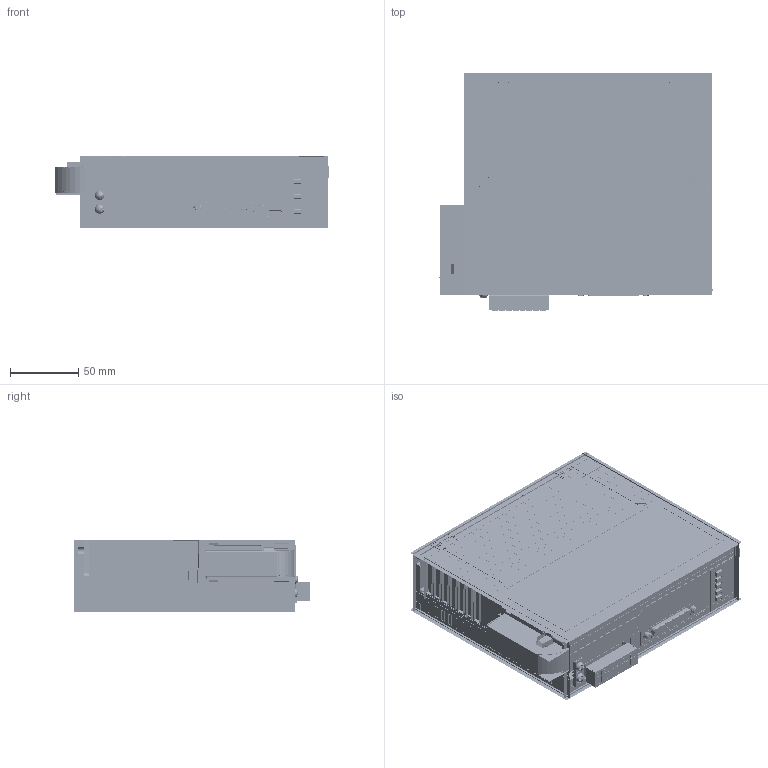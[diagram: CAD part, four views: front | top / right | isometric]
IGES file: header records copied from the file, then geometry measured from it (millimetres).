
Start section:  PTC IGES file: RT-R6L042-RS750.igs
Global section: file name: RT-R6L042-RS750.igs; native system: Creo Parametric by PTC Inc.; preprocessor: 2021063; author: ruiwe; organization: Unknown; date: 20250327.104543; units: millimetre
Bounding box: 199.68 x 173.28 x 53.04 mm (x, y, z)
Surface area: 994064.4 mm2 (no closed solid volume)
Topology: 0 solids, 0 shells, 12952 faces, 190915 edges, 247928 vertices
Faces by surface type: bspline 9218, revolution 3542, extrusion 192
